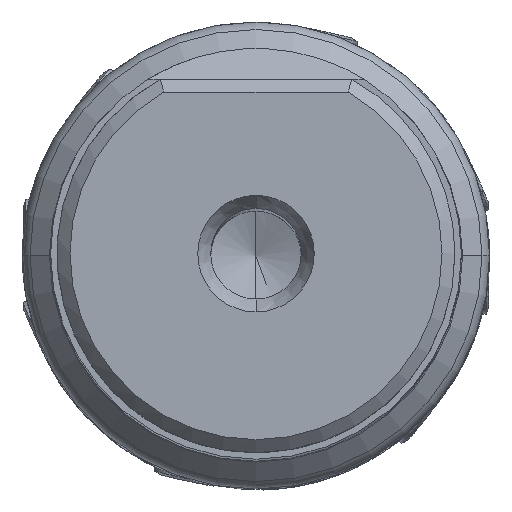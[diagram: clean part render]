
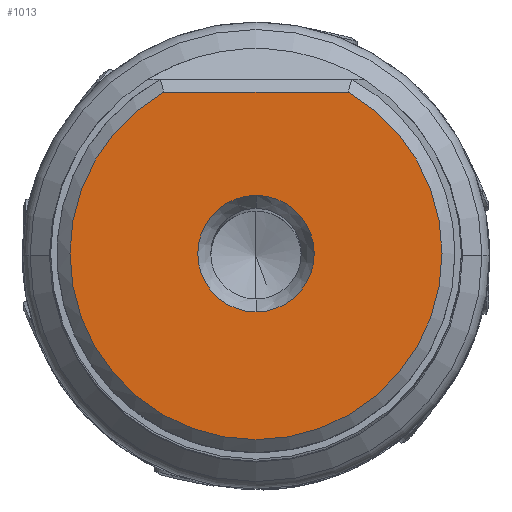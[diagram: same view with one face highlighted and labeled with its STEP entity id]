
A CAD part, top view. The second image highlights one B-rep face of the part: STEP entity #1013.
In plain terms, the highlighted planar face has unit normal (0, 0, 1).
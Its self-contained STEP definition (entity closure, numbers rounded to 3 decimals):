
#321=FACE_BOUND('',#3165,.T.);
#322=FACE_BOUND('',#3166,.T.);
#501=PLANE('',#16813);
#1013=ADVANCED_FACE('',(#321,#322),#501,.T.);
#3165=EDGE_LOOP('',(#8450,#8451,#8452));
#3166=EDGE_LOOP('',(#8453,#8454));
#4141=LINE('',#31751,#5006);
#5006=VECTOR('',#19755,1.);
#5848=CIRCLE('',#16808,4.5);
#5849=CIRCLE('',#16810,14.375);
#5850=CIRCLE('',#16811,14.375);
#5851=CIRCLE('',#16812,4.5);
#8450=ORIENTED_EDGE('',*,*,#13920,.F.);
#8451=ORIENTED_EDGE('',*,*,#13921,.F.);
#8452=ORIENTED_EDGE('',*,*,#13922,.T.);
#8453=ORIENTED_EDGE('',*,*,#13923,.F.);
#8454=ORIENTED_EDGE('',*,*,#13919,.F.);
#11991=VERTEX_POINT('',#31741);
#11992=VERTEX_POINT('',#31743);
#11993=VERTEX_POINT('',#31747);
#11994=VERTEX_POINT('',#31748);
#11995=VERTEX_POINT('',#31750);
#13919=EDGE_CURVE('',#11992,#11991,#5848,.T.);
#13920=EDGE_CURVE('',#11993,#11994,#5849,.T.);
#13921=EDGE_CURVE('',#11995,#11993,#5850,.T.);
#13922=EDGE_CURVE('',#11995,#11994,#4141,.T.);
#13923=EDGE_CURVE('',#11991,#11992,#5851,.T.);
#16808=AXIS2_PLACEMENT_3D('',#31744,#19747,#19748);
#16810=AXIS2_PLACEMENT_3D('',#31746,#19751,#19752);
#16811=AXIS2_PLACEMENT_3D('',#31749,#19753,#19754);
#16812=AXIS2_PLACEMENT_3D('',#31752,#19756,#19757);
#16813=AXIS2_PLACEMENT_3D('',#31753,#19758,#19759);
#19747=DIRECTION('',(0.,0.,1.));
#19748=DIRECTION('',(0.,1.,0.));
#19751=DIRECTION('',(0.,0.,-1.));
#19752=DIRECTION('',(0.,-1.,0.));
#19753=DIRECTION('',(0.,0.,-1.));
#19754=DIRECTION('',(0.496,0.869,0.));
#19755=DIRECTION('',(-1.,0.,0.));
#19756=DIRECTION('',(0.,0.,1.));
#19757=DIRECTION('',(0.,-1.,0.));
#19758=DIRECTION('',(0.,0.,1.));
#19759=DIRECTION('',(-1.,0.,0.));
#31741=CARTESIAN_POINT('',(0.,-4.5,0.));
#31743=CARTESIAN_POINT('',(0.,4.5,0.));
#31744=CARTESIAN_POINT('',(0.,0.,0.));
#31746=CARTESIAN_POINT('',(0.,0.,0.));
#31747=CARTESIAN_POINT('',(0.,-14.375,0.));
#31748=CARTESIAN_POINT('',(-7.125,12.485,0.));
#31749=CARTESIAN_POINT('',(0.,0.,0.));
#31750=CARTESIAN_POINT('',(7.125,12.485,0.));
#31751=CARTESIAN_POINT('',(7.125,12.485,0.));
#31752=CARTESIAN_POINT('',(0.,0.,0.));
#31753=CARTESIAN_POINT('',(0.,-0.945,0.));
